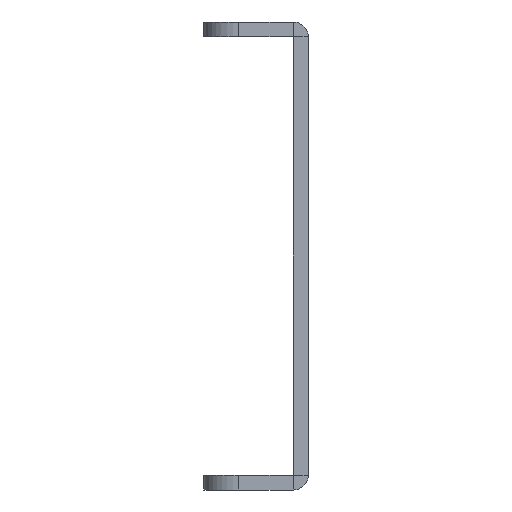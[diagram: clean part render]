
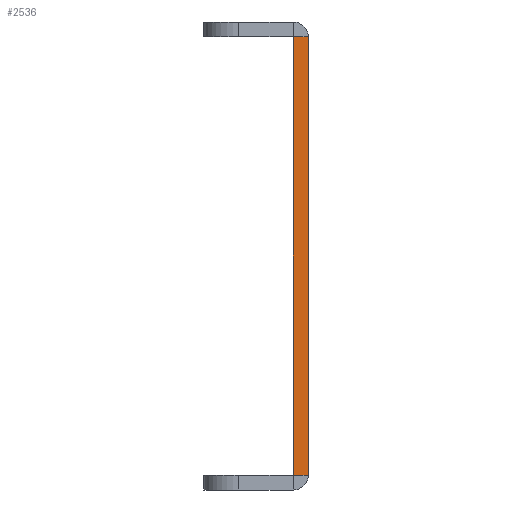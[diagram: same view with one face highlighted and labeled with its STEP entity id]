
A CAD part, left-side view. The second image highlights one B-rep face of the part: STEP entity #2536.
In plain terms, the highlighted planar face has unit normal (-1, 0, 0).
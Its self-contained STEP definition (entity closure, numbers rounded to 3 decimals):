
#230 = VERTEX_POINT ( 'NONE', #2580 ) ;
#252 = VERTEX_POINT ( 'NONE', #2562 ) ;
#286 = VERTEX_POINT ( 'NONE', #3110 ) ;
#374 = AXIS2_PLACEMENT_3D ( 'NONE', #3246, #3239, #3238 ) ;
#649 = CARTESIAN_POINT ( 'NONE',  ( 0., 0., 0. ) ) ;
#654 = DIRECTION ( 'NONE',  ( 0., 0., -1. ) ) ;
#673 = DIRECTION ( 'NONE',  ( 0., 0., -1. ) ) ;
#674 = CARTESIAN_POINT ( 'NONE',  ( 0., 1.5, 0. ) ) ;
#933 = DIRECTION ( 'NONE',  ( 0., -1., 0. ) ) ;
#942 = CARTESIAN_POINT ( 'NONE',  ( 0., 1.5, -45.5 ) ) ;
#948 = CARTESIAN_POINT ( 'NONE',  ( 0., 1.5, -1.5 ) ) ;
#955 = DIRECTION ( 'NONE',  ( 0., -1., 0. ) ) ;
#1025 = LINE ( 'NONE', #942, #1033 ) ;
#1029 = LINE ( 'NONE', #948, #1031 ) ;
#1031 = VECTOR ( 'NONE', #955, 1000. ) ;
#1033 = VECTOR ( 'NONE', #933, 1000. ) ;
#1170 = FACE_OUTER_BOUND ( 'NONE', #2265, .T. ) ;
#1213 = VERTEX_POINT ( 'NONE', #2894 ) ;
#1453 = ORIENTED_EDGE ( 'NONE', *, *, #2282, .T. ) ;
#1454 = ORIENTED_EDGE ( 'NONE', *, *, #2280, .F. ) ;
#1455 = ORIENTED_EDGE ( 'NONE', *, *, #2099, .F. ) ;
#1456 = ORIENTED_EDGE ( 'NONE', *, *, #2079, .T. ) ;
#1861 = LINE ( 'NONE', #674, #1863 ) ;
#1863 = VECTOR ( 'NONE', #673, 1000. ) ;
#1890 = LINE ( 'NONE', #649, #1892 ) ;
#1892 = VECTOR ( 'NONE', #654, 1000. ) ;
#2079 = EDGE_CURVE ( 'NONE', #1213, #230, #1861, .T. ) ;
#2099 = EDGE_CURVE ( 'NONE', #286, #252, #1890, .T. ) ;
#2265 = EDGE_LOOP ( 'NONE', ( #1454, #1456, #1453, #1455 ) ) ;
#2280 = EDGE_CURVE ( 'NONE', #1213, #286, #1029, .T. ) ;
#2282 = EDGE_CURVE ( 'NONE', #230, #252, #1025, .T. ) ;
#2536 = ADVANCED_FACE ( 'NONE', ( #1170 ), #3251, .T. ) ;
#2562 = CARTESIAN_POINT ( 'NONE',  ( 0., 0., -45.5 ) ) ;
#2580 = CARTESIAN_POINT ( 'NONE',  ( 0., 1.5, -45.5 ) ) ;
#2894 = CARTESIAN_POINT ( 'NONE',  ( 0., 1.5, -1.5 ) ) ;
#3110 = CARTESIAN_POINT ( 'NONE',  ( 0., 0., -1.5 ) ) ;
#3238 = DIRECTION ( 'NONE',  ( 0., 0., 1. ) ) ;
#3239 = DIRECTION ( 'NONE',  ( -1., 0., 0. ) ) ;
#3246 = CARTESIAN_POINT ( 'NONE',  ( 0., 1.5, -1.5 ) ) ;
#3251 = PLANE ( 'NONE',  #374 ) ;
